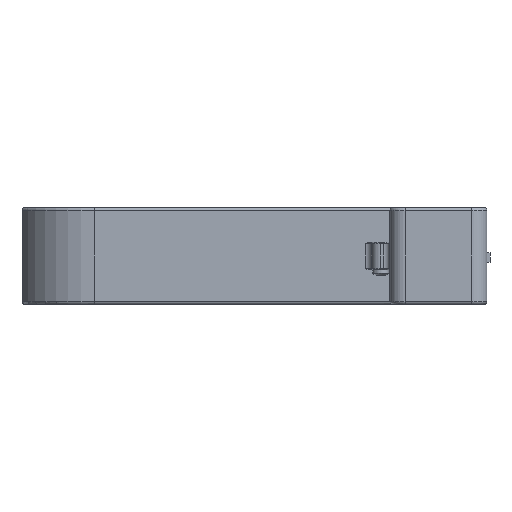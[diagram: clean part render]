
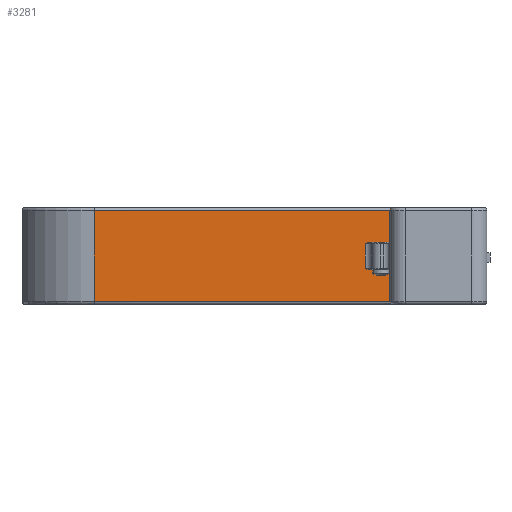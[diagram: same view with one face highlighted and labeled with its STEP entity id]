
A CAD part, left-side view. The second image highlights one B-rep face of the part: STEP entity #3281.
In plain terms, the highlighted planar face has unit normal (-1, 0, 0).
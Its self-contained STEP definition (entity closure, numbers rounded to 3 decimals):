
#2380=CARTESIAN_POINT('',(-25.,-48.,-4.));
#2381=VERTEX_POINT('',#2380);
#2390=CARTESIAN_POINT('',(-25.,-48.,4.));
#2391=VERTEX_POINT('',#2390);
#2399=CARTESIAN_POINT('',(-25.,-48.,4.));
#2400=DIRECTION('',(0.0,0.0,-1.0));
#2401=VECTOR('',#2400,8.);
#2402=LINE('',#2399,#2401);
#2403=EDGE_CURVE('',#2391,#2381,#2402,.T.);
#3152=CARTESIAN_POINT('',(-25.,-56.,-14.75));
#3153=VERTEX_POINT('',#3152);
#3161=CARTESIAN_POINT('',(-25.,-56.,14.75));
#3162=VERTEX_POINT('',#3161);
#3169=CARTESIAN_POINT('',(-25.,-56.,4.5));
#3170=VERTEX_POINT('',#3169);
#3171=CARTESIAN_POINT('',(-25.,-56.,14.75));
#3172=DIRECTION('',(0.0,0.0,-1.0));
#3173=VECTOR('',#3172,10.25);
#3174=LINE('',#3171,#3173);
#3175=EDGE_CURVE('',#3162,#3170,#3174,.T.);
#3202=CARTESIAN_POINT('',(-25.,-56.,-4.5));
#3203=VERTEX_POINT('',#3202);
#3210=CARTESIAN_POINT('',(-25.,-56.,-14.75));
#3211=DIRECTION('',(0.0,0.0,1.0));
#3212=VECTOR('',#3211,10.25);
#3213=LINE('',#3210,#3212);
#3214=EDGE_CURVE('',#3153,#3203,#3213,.T.);
#3219=CARTESIAN_POINT('',(-25.,-56.,-15.75));
#3220=DIRECTION('',(-1.0,0.0,0.0));
#3221=DIRECTION('',(0.0,0.0,1.0));
#3222=AXIS2_PLACEMENT_3D('',#3219,#3220,#3221);
#3223=PLANE('',#3222);
#3224=CARTESIAN_POINT('',(-25.,40.,-14.75));
#3225=VERTEX_POINT('',#3224);
#3226=CARTESIAN_POINT('',(-25.,-56.,-14.75));
#3227=DIRECTION('',(0.0,1.0,0.0));
#3228=VECTOR('',#3227,96.);
#3229=LINE('',#3226,#3228);
#3230=EDGE_CURVE('',#3153,#3225,#3229,.T.);
#3231=ORIENTED_EDGE('',*,*,#3230,.F.);
#3232=ORIENTED_EDGE('',*,*,#3214,.T.);
#3233=CARTESIAN_POINT('',(-25.,-49.5,-4.5));
#3234=VERTEX_POINT('',#3233);
#3235=CARTESIAN_POINT('',(-25.,-56.,-4.5));
#3236=DIRECTION('',(0.0,1.0,0.0));
#3237=VECTOR('',#3236,6.5);
#3238=LINE('',#3235,#3237);
#3239=EDGE_CURVE('',#3203,#3234,#3238,.T.);
#3240=ORIENTED_EDGE('',*,*,#3239,.T.);
#3241=CARTESIAN_POINT('',(-25.,-49.5,-4.5));
#3242=CARTESIAN_POINT('',(-25.,-48.994,-4.5));
#3243=CARTESIAN_POINT('',(-25.,-48.452,-4.226));
#3244=CARTESIAN_POINT('',(-25.,-48.,-4.));
#3245=B_SPLINE_CURVE_WITH_KNOTS('',3,(#3241,#3242,#3243,#3244),.UNSPECIFIED.,.F.,.U.,(4,4),(0.338,0.489),.UNSPECIFIED.);
#3246=EDGE_CURVE('',#2381,#3234,#3245,.F.);
#3247=ORIENTED_EDGE('',*,*,#3246,.F.);
#3248=ORIENTED_EDGE('',*,*,#2403,.F.);
#3249=CARTESIAN_POINT('',(-25.,-49.5,4.5));
#3250=VERTEX_POINT('',#3249);
#3251=CARTESIAN_POINT('',(-25.,-48.,4.));
#3252=CARTESIAN_POINT('',(-25.,-48.452,4.226));
#3253=CARTESIAN_POINT('',(-25.,-48.994,4.5));
#3254=CARTESIAN_POINT('',(-25.,-49.5,4.5));
#3255=B_SPLINE_CURVE_WITH_KNOTS('',3,(#3251,#3252,#3253,#3254),.UNSPECIFIED.,.F.,.U.,(4,4),(0.0,0.152),.UNSPECIFIED.);
#3256=EDGE_CURVE('',#3250,#2391,#3255,.F.);
#3257=ORIENTED_EDGE('',*,*,#3256,.F.);
#3258=CARTESIAN_POINT('',(-25.,-49.5,4.5));
#3259=DIRECTION('',(0.0,-1.0,0.0));
#3260=VECTOR('',#3259,6.5);
#3261=LINE('',#3258,#3260);
#3262=EDGE_CURVE('',#3250,#3170,#3261,.T.);
#3263=ORIENTED_EDGE('',*,*,#3262,.T.);
#3264=ORIENTED_EDGE('',*,*,#3175,.F.);
#3265=CARTESIAN_POINT('',(-25.,40.,14.75));
#3266=VERTEX_POINT('',#3265);
#3267=CARTESIAN_POINT('',(-25.,40.,14.75));
#3268=DIRECTION('',(0.0,-1.0,0.0));
#3269=VECTOR('',#3268,96.);
#3270=LINE('',#3267,#3269);
#3271=EDGE_CURVE('',#3266,#3162,#3270,.T.);
#3272=ORIENTED_EDGE('',*,*,#3271,.F.);
#3273=CARTESIAN_POINT('',(-25.,40.,-14.75));
#3274=DIRECTION('',(0.0,0.0,1.0));
#3275=VECTOR('',#3274,29.5);
#3276=LINE('',#3273,#3275);
#3277=EDGE_CURVE('',#3225,#3266,#3276,.T.);
#3278=ORIENTED_EDGE('',*,*,#3277,.F.);
#3279=EDGE_LOOP('',(#3231,#3232,#3240,#3247,#3248,#3257,#3263,#3264,#3272,#3278));
#3280=FACE_OUTER_BOUND('',#3279,.T.);
#3281=ADVANCED_FACE('',(#3280),#3223,.T.);
